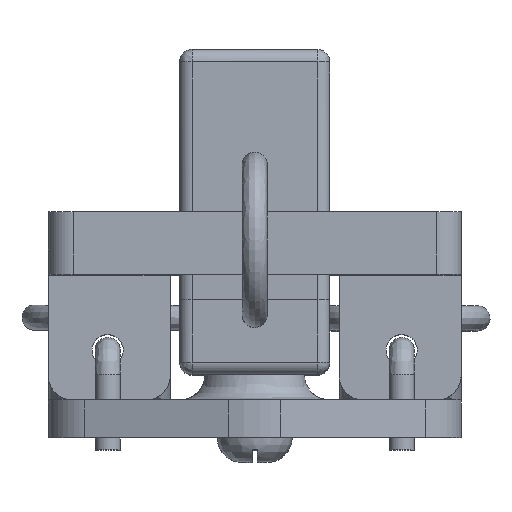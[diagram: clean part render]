
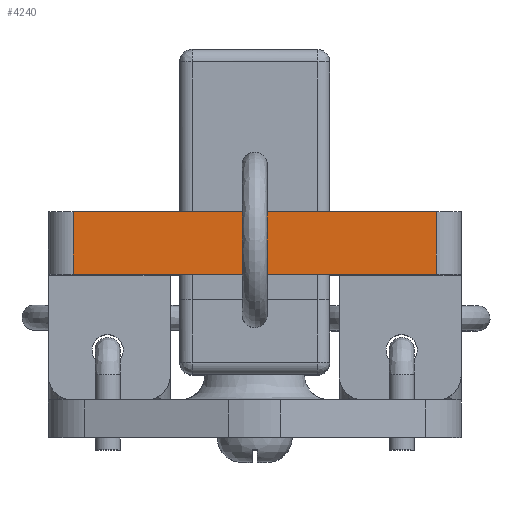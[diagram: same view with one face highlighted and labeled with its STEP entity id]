
A CAD part, top view. The second image highlights one B-rep face of the part: STEP entity #4240.
In plain terms, the highlighted free-form (B-spline) face has degree [1, 1] with [2, 2] control points.
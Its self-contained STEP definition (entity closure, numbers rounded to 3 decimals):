
#4104 = VERTEX_POINT('',#4105);
#4105 = CARTESIAN_POINT('',(-19.836,6.84,
    57.455));
#4119 = VERTEX_POINT('',#4120);
#4120 = CARTESIAN_POINT('',(-19.836,0.,57.455));
#4126 = EDGE_CURVE('',#4119,#4104,#4127,.T.);
#4127 = B_SPLINE_CURVE_WITH_KNOTS('',1,(#4128,#4129),.UNSPECIFIED.,.F.,
  .F.,(2,2),(2.5,7.5),.PIECEWISE_BEZIER_KNOTS.);
#4128 = CARTESIAN_POINT('',(-19.836,0.,57.455));
#4129 = CARTESIAN_POINT('',(-19.836,6.84,
    57.455));
#4142 = VERTEX_POINT('',#4143);
#4143 = CARTESIAN_POINT('',(19.836,0.,57.455));
#4151 = EDGE_CURVE('',#4142,#4119,#4152,.T.);
#4152 = B_SPLINE_CURVE_WITH_KNOTS('',1,(#4153,#4154),.UNSPECIFIED.,.F.,
  .F.,(2,2),(-14.5,14.5),.PIECEWISE_BEZIER_KNOTS.);
#4153 = CARTESIAN_POINT('',(19.836,0.,57.455));
#4154 = CARTESIAN_POINT('',(-19.836,0.,57.455));
#4240 = ADVANCED_FACE('',(#4241),#4257,.F.);
#4241 = FACE_BOUND('',#4242,.T.);
#4242 = EDGE_LOOP('',(#4243,#4250,#4255,#4256));
#4243 = ORIENTED_EDGE('',*,*,#4244,.T.);
#4244 = EDGE_CURVE('',#4142,#4245,#4247,.T.);
#4245 = VERTEX_POINT('',#4246);
#4246 = CARTESIAN_POINT('',(19.836,6.84,
    57.455));
#4247 = B_SPLINE_CURVE_WITH_KNOTS('',1,(#4248,#4249),.UNSPECIFIED.,.F.,
  .F.,(2,2),(-2.5,2.5),.PIECEWISE_BEZIER_KNOTS.);
#4248 = CARTESIAN_POINT('',(19.836,0.,57.455));
#4249 = CARTESIAN_POINT('',(19.836,6.84,
    57.455));
#4250 = ORIENTED_EDGE('',*,*,#4251,.T.);
#4251 = EDGE_CURVE('',#4245,#4104,#4252,.T.);
#4252 = B_SPLINE_CURVE_WITH_KNOTS('',1,(#4253,#4254),.UNSPECIFIED.,.F.,
  .F.,(2,2),(-14.5,14.5),.PIECEWISE_BEZIER_KNOTS.);
#4253 = CARTESIAN_POINT('',(19.836,6.84,
    57.455));
#4254 = CARTESIAN_POINT('',(-19.836,6.84,
    57.455));
#4255 = ORIENTED_EDGE('',*,*,#4126,.F.);
#4256 = ORIENTED_EDGE('',*,*,#4151,.F.);
#4257 = B_SPLINE_SURFACE_WITH_KNOTS('',1,1,(
    (#4258,#4259)
    ,(#4260,#4261
    )),.UNSPECIFIED.,.F.,.F.,.F.,(2,2),(2,2),(2.,31.),(0.,5.),
  .PIECEWISE_BEZIER_KNOTS.);
#4258 = CARTESIAN_POINT('',(19.836,0.,57.455));
#4259 = CARTESIAN_POINT('',(19.836,6.84,
    57.455));
#4260 = CARTESIAN_POINT('',(-19.836,0.,57.455));
#4261 = CARTESIAN_POINT('',(-19.836,6.84,
    57.455));
